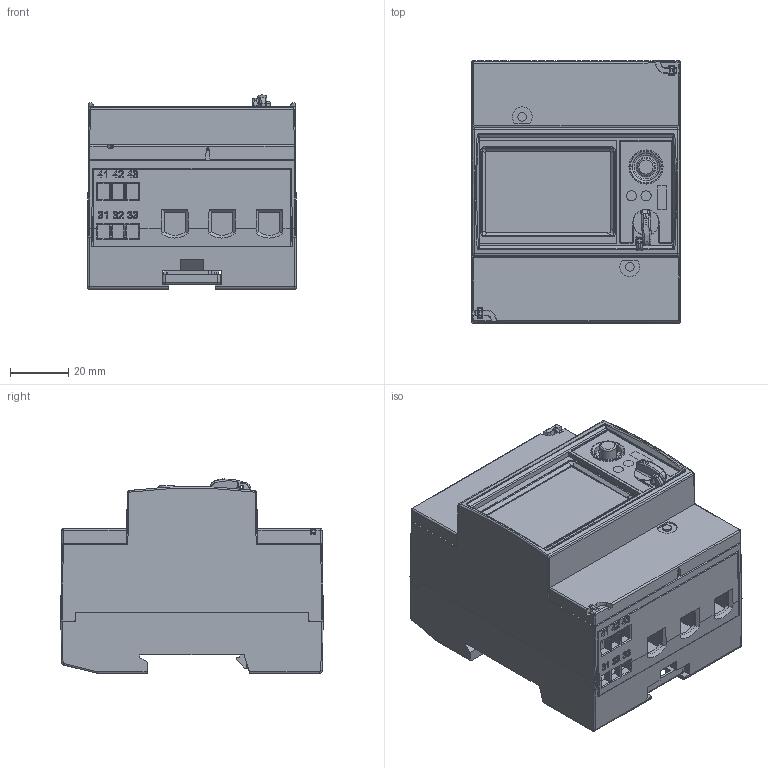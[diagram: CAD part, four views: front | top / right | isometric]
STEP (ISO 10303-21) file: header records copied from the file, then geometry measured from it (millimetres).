
FILE_DESCRIPTION((''),'2;1');
FILE_NAME('em24.stp','2011-02-17T16:58:55',('fdalborgo'),(''),'Autodesk Inventor 2011','Autodesk Inventor 2011','');
FILE_SCHEMA(('AUTOMOTIVE_DESIGN { 1 0 10303 214 1 1 1 1 }'));
Length unit declared in the file: millimetre
Products named in the file (13): em24; 1406166 - rev4; 1410539 - rev1; 1406167 - rev1; 1410540 - rev0; MEC328 - Display 4DIN EM23 - rev0; 1410181 - rev4vvvvvvvvv; 1319129 - Vite M4 EM20; 1416539 - rev2; MEC259 - rev3; 1410147 - Molla di aggancio serie DIN; 1006103 - Vite M4x8 - DIN7985; Etichetta frontale_EM22-nomanetta
Assembly tree (19 placements, depth 2):
  em24
    1406166 - rev4
    1410539 - rev1
    1406167 - rev1
    1410540 - rev0
    MEC328 - Display 4DIN EM23 - rev0
    1410181 - rev4vvvvvvvvv
    1319129 - Vite M4 EM20  x7
    1416539 - rev2  x2
    MEC259 - rev3
    1410147 - Molla di aggancio serie DIN
    1006103 - Vite M4x8 - DIN7985
    Etichetta frontale_EM22-nomanetta
Bounding box: 71.55 x 90 x 66.69 mm (x, y, z)
Volume: 95168.6 mm3; surface area: 113288.8 mm2
Topology: 19 solids, 26 shells, 4077 faces, 11411 edges, 7463 vertices
Faces by surface type: plane 3008, cylinder 592, bspline 263, cone 147, torus 51, sphere 16
Full cylindrical faces by diameter (mm): 1.2 x1, 2 x1, 2.02 x2, 3 x3, 3.1 x7, 3.5 x7, 4 x2, 4.5 x1, 5 x1, 5.7 x3, 6.2 x3, 6.7 x2, 6.9 x7, 8.8 x1, 11.7 x1, 14.2 x1
Entity records: 130418 total; most frequent: CARTESIAN_POINT 30312, ORIENTED_EDGE 21388, DIRECTION 19237, EDGE_CURVE 10694, VECTOR 8553, LINE 8553, VERTEX_POINT 7019, AXIS2_PLACEMENT_3D 5342
